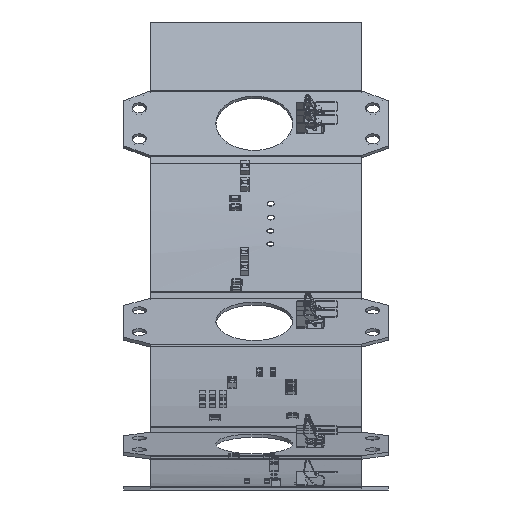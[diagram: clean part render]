
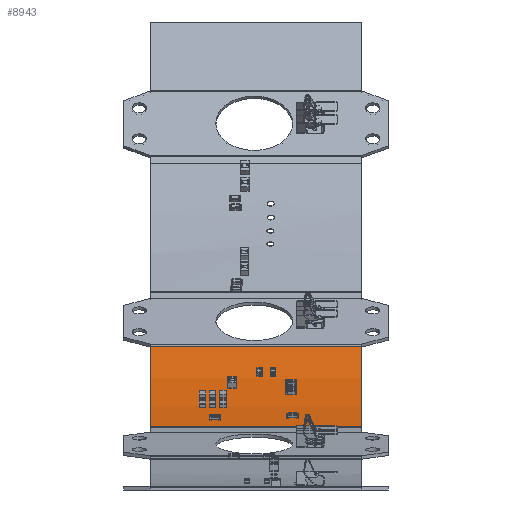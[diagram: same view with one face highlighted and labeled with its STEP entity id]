
A CAD part, left-side view. The second image highlights one B-rep face of the part: STEP entity #8943.
In plain terms, the highlighted cylindrical face has radius 114.544 mm (diameter 229.088 mm), a partial arc.
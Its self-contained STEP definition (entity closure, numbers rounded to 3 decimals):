
#8943 = ADVANCED_FACE('',(#8944),#8980,.F.);
#8944 = FACE_BOUND('',#8945,.T.);
#8945 = EDGE_LOOP('',(#8946,#8957,#8965,#8974));
#8946 = ORIENTED_EDGE('',*,*,#8947,.T.);
#8947 = EDGE_CURVE('',#8948,#8950,#8952,.T.);
#8948 = VERTEX_POINT('',#8949);
#8949 = CARTESIAN_POINT('',(151.245,102.771,
    19.918));
#8950 = VERTEX_POINT('',#8951);
#8951 = CARTESIAN_POINT('',(123.618,102.771,
    8.475));
#8952 = CIRCLE('',#8953,114.544);
#8953 = AXIS2_PLACEMENT_3D('',#8954,#8955,#8956);
#8954 = CARTESIAN_POINT('',(93.972,102.771,
    119.116));
#8955 = DIRECTION('',(-0.,1.,0.));
#8956 = DIRECTION('',(0.5,0.,-0.866));
#8957 = ORIENTED_EDGE('',*,*,#8958,.T.);
#8958 = EDGE_CURVE('',#8950,#8959,#8961,.T.);
#8959 = VERTEX_POINT('',#8960);
#8960 = CARTESIAN_POINT('',(123.618,72.771,
    8.475));
#8961 = LINE('',#8962,#8963);
#8962 = CARTESIAN_POINT('',(123.618,102.771,
    8.475));
#8963 = VECTOR('',#8964,1.);
#8964 = DIRECTION('',(0.,-1.,0.));
#8965 = ORIENTED_EDGE('',*,*,#8966,.T.);
#8966 = EDGE_CURVE('',#8959,#8967,#8969,.T.);
#8967 = VERTEX_POINT('',#8968);
#8968 = CARTESIAN_POINT('',(151.245,72.771,
    19.918));
#8969 = CIRCLE('',#8970,114.544);
#8970 = AXIS2_PLACEMENT_3D('',#8971,#8972,#8973);
#8971 = CARTESIAN_POINT('',(93.972,72.771,
    119.116));
#8972 = DIRECTION('',(0.,-1.,0.));
#8973 = DIRECTION('',(0.259,0.,-0.966));
#8974 = ORIENTED_EDGE('',*,*,#8975,.T.);
#8975 = EDGE_CURVE('',#8967,#8948,#8976,.T.);
#8976 = LINE('',#8977,#8978);
#8977 = CARTESIAN_POINT('',(151.245,72.771,
    19.918));
#8978 = VECTOR('',#8979,1.);
#8979 = DIRECTION('',(-0.,1.,-0.));
#8980 = CYLINDRICAL_SURFACE('',#8981,114.544);
#8981 = AXIS2_PLACEMENT_3D('',#8982,#8983,#8984);
#8982 = CARTESIAN_POINT('',(93.972,72.771,
    119.116));
#8983 = DIRECTION('',(-0.,1.,-0.));
#8984 = DIRECTION('',(0.259,-0.,-0.966));
